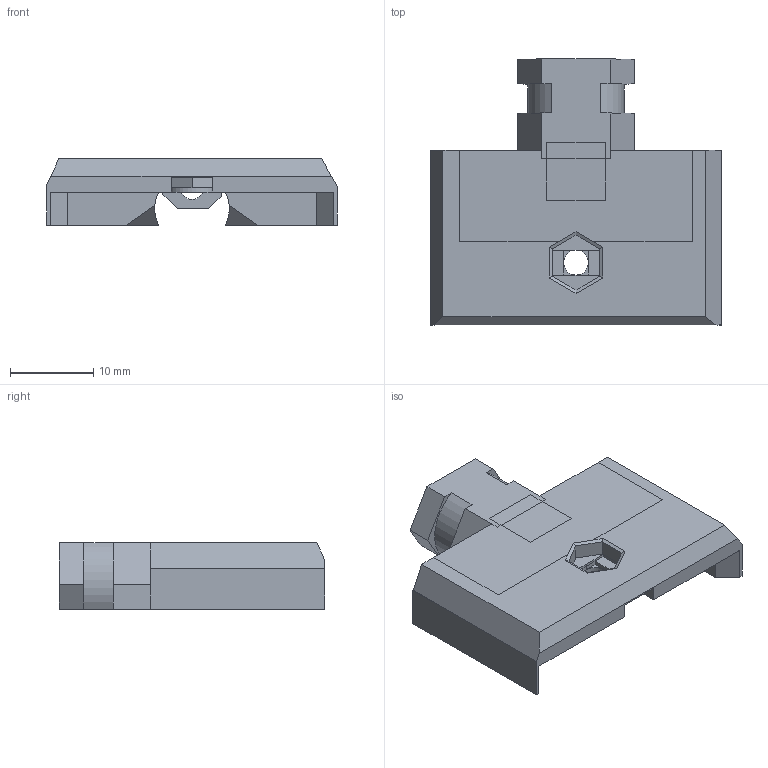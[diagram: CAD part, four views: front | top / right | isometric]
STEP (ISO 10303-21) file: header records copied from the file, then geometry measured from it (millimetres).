
FILE_DESCRIPTION(('FreeCAD Model'),'2;1');
FILE_NAME( 'heatbed-cable-cover.step', '2017-12-05T19:39:48',('Author'),(''), 'Open CASCADE STEP processor 6.8','FreeCAD','Unknown');
FILE_SCHEMA(('AUTOMOTIVE_DESIGN_CC2 { 1 2 10303 214 -1 1 5 4 }'));
Length unit declared in the file: millimetre
Products named in the file (1): Group004
Bounding box: 35 x 32 x 8 mm (x, y, z)
Volume: 2773 mm3; surface area: 3324.8 mm2
Topology: 1 solids, 1 shells, 123 faces, 321 edges, 202 vertices
Faces by surface type: plane 108, cylinder 8, bspline 6, cone 1
Full cylindrical faces by diameter (mm): 2.8 x1, 3 x1, 6 x1
Entity records: 10024 total; most frequent: CARTESIAN_POINT 4042, DIRECTION 937, ORIENTED_EDGE 642, PCURVE 642, DEFINITIONAL_REPRESENTATION 642, LINE 634, VECTOR 634, EDGE_CURVE 321
